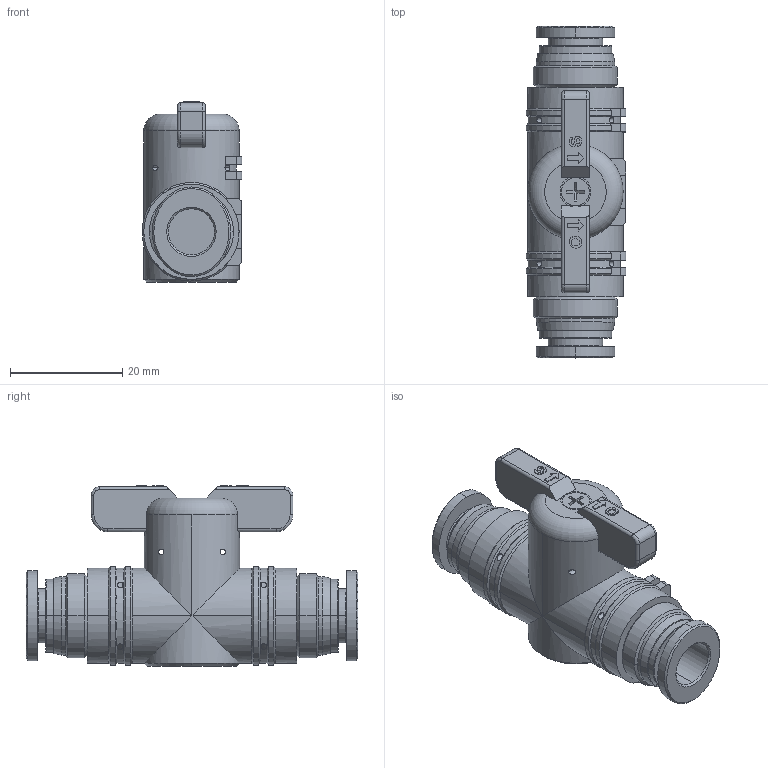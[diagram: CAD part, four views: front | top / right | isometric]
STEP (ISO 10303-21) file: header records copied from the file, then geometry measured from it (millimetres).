
FILE_DESCRIPTION((''),'2;1');
FILE_NAME('BUC200808-mdt.stp','2017-07-24T19:23:48',(''),(''),'Mechanical Desktop 2009','Mechanical Desktop 2009',', , ');
FILE_SCHEMA(('CONFIG_CONTROL_DESIGN'));
Length unit declared in the file: millimetre
Products named in the file (10): BUC200808-MDT; PART1; GE3SCREW_1; BC8-20; COLLAR-08C; BOLT-M3; BC6-20; COLLAR-06C; HA; HANDLE-20
Assembly tree (10 placements, depth 3):
  BUC200808-MDT
    PART1
    GE3SCREW_1
    BC8-20
      COLLAR-08C
    BOLT-M3
    BC6-20
      COLLAR-06C
    HA  x2
    HANDLE-20
Bounding box: 17.8 x 59.2 x 32.2 mm (x, y, z)
Volume: 15030 mm3; surface area: 6270.2 mm2
Topology: 2 solids, 2 shells, 384 faces, 994 edges, 637 vertices
Faces by surface type: plane 222, cylinder 102, cone 36, torus 14, bspline 10
Entity records: 13487 total; most frequent: CARTESIAN_POINT 3926, ORIENTED_EDGE 1984, DIRECTION 1908, EDGE_CURVE 992, VECTOR 662, LINE 662, VERTEX_POINT 637, AXIS2_PLACEMENT_3D 623
